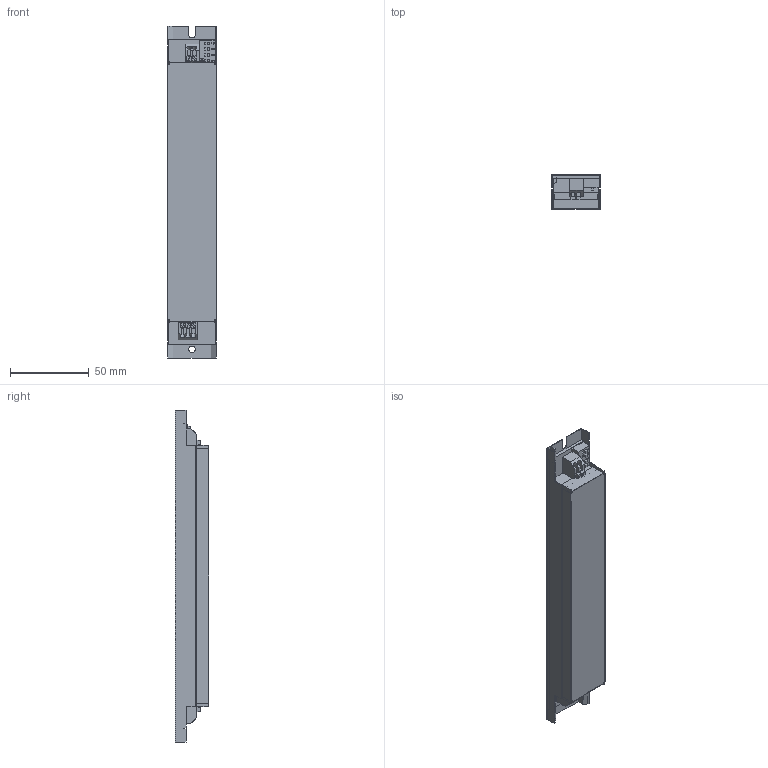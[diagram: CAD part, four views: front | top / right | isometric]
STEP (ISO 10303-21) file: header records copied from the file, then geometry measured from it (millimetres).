
FILE_DESCRIPTION (( 'STEP AP214' ), '1' );
FILE_NAME ('DR_DS_P_150_L_NSV.STEP', '2024-04-25T13:21:37', ( '' ), ( '' ), 'SwSTEP 2.0', 'SolidWorks 2022', '' );
FILE_SCHEMA (( 'AUTOMOTIVE_DESIGN' ));
Length unit declared in the file: millimetre
Products named in the file (1): DR_DS_P_150_L_NSV
Bounding box: 31 x 21.5 x 211 mm (x, y, z)
Volume: 84402 mm3; surface area: 64846.4 mm2
Topology: 6 solids, 6 shells, 389 faces, 1045 edges, 686 vertices
Faces by surface type: plane 323, bspline 38, cylinder 28
Entity records: 18905 total; most frequent: CARTESIAN_POINT 5058, ORIENTED_EDGE 2090, DIRECTION 1710, EDGE_CURVE 1045, VECTOR 896, LINE 896, VERTEX_POINT 686, EDGE_LOOP 409
